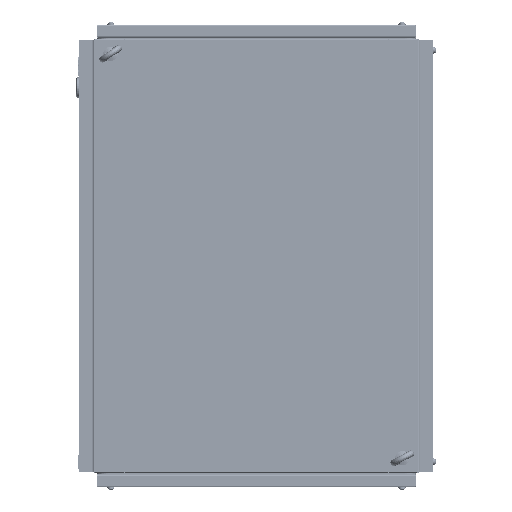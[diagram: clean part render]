
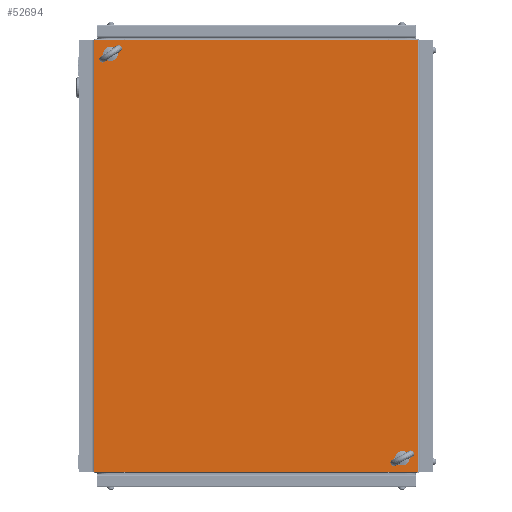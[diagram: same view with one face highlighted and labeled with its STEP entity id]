
A CAD part, front view. The second image highlights one B-rep face of the part: STEP entity #52694.
In plain terms, the highlighted planar face has unit normal (0, -1, 0).
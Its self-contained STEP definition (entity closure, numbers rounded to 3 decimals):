
#238 = ORIENTED_EDGE ( 'NONE', *, *, #1250, .T. ) ;
#478 = CARTESIAN_POINT ( 'NONE',  ( 469.2, -20., 599. ) ) ;
#768 = VERTEX_POINT ( 'NONE', #9667 ) ;
#1216 = LINE ( 'NONE', #12356, #16622 ) ;
#1250 = EDGE_CURVE ( 'NONE', #768, #65099, #70053, .T. ) ;
#2647 = ORIENTED_EDGE ( 'NONE', *, *, #46571, .F. ) ;
#2673 = ORIENTED_EDGE ( 'NONE', *, *, #58086, .F. ) ;
#2980 = ORIENTED_EDGE ( 'NONE', *, *, #3279, .F. ) ;
#3279 = EDGE_CURVE ( 'NONE', #41455, #65099, #51434, .T. ) ;
#4977 = AXIS2_PLACEMENT_3D ( 'NONE', #45664, #57560, #35325 ) ;
#6606 = CARTESIAN_POINT ( 'NONE',  ( 469.2, -20., 0. ) ) ;
#6657 = AXIS2_PLACEMENT_3D ( 'NONE', #65791, #42035, #65396 ) ;
#7308 = VERTEX_POINT ( 'NONE', #24389 ) ;
#8317 = AXIS2_PLACEMENT_3D ( 'NONE', #28183, #10556, #33933 ) ;
#8399 = VERTEX_POINT ( 'NONE', #58404 ) ;
#9667 = CARTESIAN_POINT ( 'NONE',  ( 20.8, -20., 0. ) ) ;
#10556 = DIRECTION ( 'NONE',  ( 0., -1., 0. ) ) ;
#11074 = DIRECTION ( 'NONE',  ( 1., 0., 0. ) ) ;
#12356 = CARTESIAN_POINT ( 'NONE',  ( 20.8, -20., 599. ) ) ;
#13136 = DIRECTION ( 'NONE',  ( 0., -1., 0. ) ) ;
#13357 = VERTEX_POINT ( 'NONE', #33035 ) ;
#13778 = EDGE_LOOP ( 'NONE', ( #238, #2980, #2647, #49735 ) ) ;
#13848 = FACE_BOUND ( 'NONE', #47097, .T. ) ;
#14220 = FACE_OUTER_BOUND ( 'NONE', #13778, .T. ) ;
#14400 = CARTESIAN_POINT ( 'NONE',  ( 19.8, -20., 599. ) ) ;
#16622 = VECTOR ( 'NONE', #70601, 1000. ) ;
#18886 = CARTESIAN_POINT ( 'NONE',  ( 447., -20., 19.5 ) ) ;
#21858 = CARTESIAN_POINT ( 'NONE',  ( 20.8, -20., 599. ) ) ;
#22689 = CARTESIAN_POINT ( 'NONE',  ( 469.2, -20., 599. ) ) ;
#23897 = DIRECTION ( 'NONE',  ( 1., 0., 0. ) ) ;
#24389 = CARTESIAN_POINT ( 'NONE',  ( 38.5, -20., 579.5 ) ) ;
#25160 = VERTEX_POINT ( 'NONE', #21858 ) ;
#26963 = AXIS2_PLACEMENT_3D ( 'NONE', #48717, #72091, #55621 ) ;
#28171 = EDGE_CURVE ( 'NONE', #7308, #13357, #71013, .T. ) ;
#28183 = CARTESIAN_POINT ( 'NONE',  ( 43., -20., 579.5 ) ) ;
#28324 = CIRCLE ( 'NONE', #50385, 4.5 ) ;
#28939 = EDGE_CURVE ( 'NONE', #25160, #768, #1216, .T. ) ;
#33035 = CARTESIAN_POINT ( 'NONE',  ( 47.5, -20., 579.5 ) ) ;
#33933 = DIRECTION ( 'NONE',  ( 1., 0., 0. ) ) ;
#35218 = CARTESIAN_POINT ( 'NONE',  ( 19.8, -20., 0. ) ) ;
#35325 = DIRECTION ( 'NONE',  ( 1., 0., 0. ) ) ;
#36419 = VECTOR ( 'NONE', #11074, 1000. ) ;
#37328 = VECTOR ( 'NONE', #72266, 1000. ) ;
#38113 = ORIENTED_EDGE ( 'NONE', *, *, #51197, .F. ) ;
#39590 = ORIENTED_EDGE ( 'NONE', *, *, #28171, .F. ) ;
#39753 = CIRCLE ( 'NONE', #6657, 4.5 ) ;
#41455 = VERTEX_POINT ( 'NONE', #478 ) ;
#41736 = VERTEX_POINT ( 'NONE', #51453 ) ;
#42035 = DIRECTION ( 'NONE',  ( 0., -1., 0. ) ) ;
#43353 = PLANE ( 'NONE',  #26963 ) ;
#45664 = CARTESIAN_POINT ( 'NONE',  ( 43., -20., 579.5 ) ) ;
#46223 = CIRCLE ( 'NONE', #8317, 4.5 ) ;
#46571 = EDGE_CURVE ( 'NONE', #25160, #41455, #73411, .T. ) ;
#47097 = EDGE_LOOP ( 'NONE', ( #2673, #71417 ) ) ;
#48270 = DIRECTION ( 'NONE',  ( 0., 0., -1. ) ) ;
#48717 = CARTESIAN_POINT ( 'NONE',  ( 19.8, -20., 599. ) ) ;
#49735 = ORIENTED_EDGE ( 'NONE', *, *, #28939, .T. ) ;
#49867 = FACE_BOUND ( 'NONE', #61832, .T. ) ;
#50385 = AXIS2_PLACEMENT_3D ( 'NONE', #18886, #13136, #23897 ) ;
#51197 = EDGE_CURVE ( 'NONE', #13357, #7308, #46223, .T. ) ;
#51434 = LINE ( 'NONE', #22689, #56085 ) ;
#51453 = CARTESIAN_POINT ( 'NONE',  ( 451.5, -20., 19.5 ) ) ;
#52694 = ADVANCED_FACE ( 'NONE', ( #49867, #13848, #14220 ), #43353, .F. ) ;
#55621 = DIRECTION ( 'NONE',  ( -1., 0., 0. ) ) ;
#56085 = VECTOR ( 'NONE', #48270, 1000. ) ;
#57560 = DIRECTION ( 'NONE',  ( 0., -1., 0. ) ) ;
#58086 = EDGE_CURVE ( 'NONE', #41736, #8399, #39753, .T. ) ;
#58404 = CARTESIAN_POINT ( 'NONE',  ( 442.5, -20., 19.5 ) ) ;
#61832 = EDGE_LOOP ( 'NONE', ( #38113, #39590 ) ) ;
#65099 = VERTEX_POINT ( 'NONE', #6606 ) ;
#65177 = EDGE_CURVE ( 'NONE', #8399, #41736, #28324, .T. ) ;
#65396 = DIRECTION ( 'NONE',  ( 1., 0., 0. ) ) ;
#65791 = CARTESIAN_POINT ( 'NONE',  ( 447., -20., 19.5 ) ) ;
#70053 = LINE ( 'NONE', #35218, #36419 ) ;
#70601 = DIRECTION ( 'NONE',  ( 0., 0., -1. ) ) ;
#71013 = CIRCLE ( 'NONE', #4977, 4.5 ) ;
#71417 = ORIENTED_EDGE ( 'NONE', *, *, #65177, .F. ) ;
#72091 = DIRECTION ( 'NONE',  ( 0., 1., 0. ) ) ;
#72266 = DIRECTION ( 'NONE',  ( 1., 0., 0. ) ) ;
#73411 = LINE ( 'NONE', #14400, #37328 ) ;
